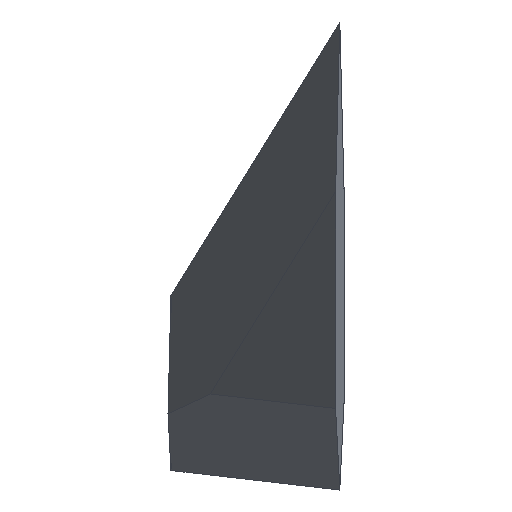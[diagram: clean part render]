
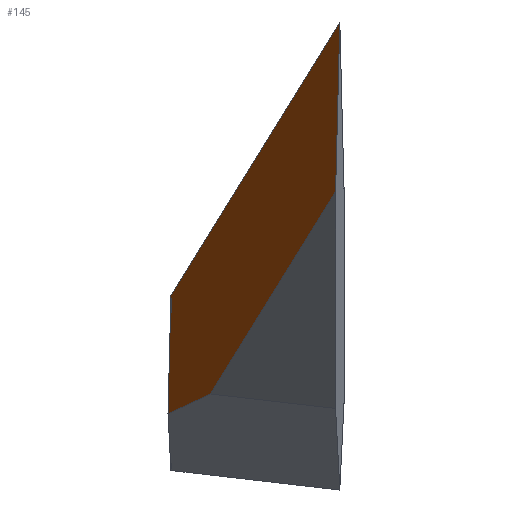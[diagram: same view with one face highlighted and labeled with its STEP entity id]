
A CAD part, isometric view. The second image highlights one B-rep face of the part: STEP entity #145.
In plain terms, the highlighted planar face has unit normal (-0.998, 0.055, 0.029).
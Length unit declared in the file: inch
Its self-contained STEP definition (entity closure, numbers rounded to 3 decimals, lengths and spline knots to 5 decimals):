
#19=FACE_OUTER_BOUND('',#27,.T.);
#27=EDGE_LOOP('',(#116,#117,#118,#119,#120));
#37=LINE('',#223,#55);
#41=LINE('',#230,#59);
#44=LINE('',#236,#62);
#45=LINE('',#239,#63);
#46=LINE('',#240,#64);
#55=VECTOR('',#183,0.3937);
#59=VECTOR('',#189,0.3937);
#62=VECTOR('',#194,0.3937);
#63=VECTOR('',#197,0.3937);
#64=VECTOR('',#198,0.3937);
#72=VERTEX_POINT('',#220);
#73=VERTEX_POINT('',#222);
#75=VERTEX_POINT('',#228);
#77=VERTEX_POINT('',#234);
#78=VERTEX_POINT('',#238);
#85=EDGE_CURVE('',#73,#72,#37,.T.);
#89=EDGE_CURVE('',#72,#75,#41,.T.);
#92=EDGE_CURVE('',#77,#75,#44,.T.);
#93=EDGE_CURVE('',#77,#78,#45,.T.);
#94=EDGE_CURVE('',#78,#73,#46,.T.);
#116=ORIENTED_EDGE('',*,*,#92,.F.);
#117=ORIENTED_EDGE('',*,*,#93,.T.);
#118=ORIENTED_EDGE('',*,*,#94,.T.);
#119=ORIENTED_EDGE('',*,*,#85,.T.);
#120=ORIENTED_EDGE('',*,*,#89,.T.);
#137=PLANE('',#167);
#145=ADVANCED_FACE('',(#19),#137,.T.);
#167=AXIS2_PLACEMENT_3D('',#237,#195,#196);
#183=DIRECTION('',(0.,0.466,-0.885));
#189=DIRECTION('',(-0.029,0.,-1.));
#194=DIRECTION('',(0.022,0.743,-0.669));
#195=DIRECTION('center_axis',(-0.998,0.055,0.029));
#196=DIRECTION('ref_axis',(0.029,0.,1.));
#197=DIRECTION('',(0.,-0.466,0.885));
#198=DIRECTION('',(0.029,0.,1.));
#220=CARTESIAN_POINT('',(0.0625,2.5,1.25));
#222=CARTESIAN_POINT('',(0.0625,0.,6.));
#223=CARTESIAN_POINT('',(0.0625,2.10683,1.99702));
#228=CARTESIAN_POINT('',(0.01888,2.5,-0.24838));
#230=CARTESIAN_POINT('',(0.03722,2.5,0.38144));
#234=CARTESIAN_POINT('',(0.,1.85058,0.3368));
#236=CARTESIAN_POINT('',(-0.02489,0.99454,1.10817));
#237=CARTESIAN_POINT('Origin',(0.03125,1.66437,1.76414));
#238=CARTESIAN_POINT('',(0.,0.,3.85291));
#239=CARTESIAN_POINT('',(0.,1.22191,1.53127));
#240=CARTESIAN_POINT('',(0.00086,0.,3.8825));
